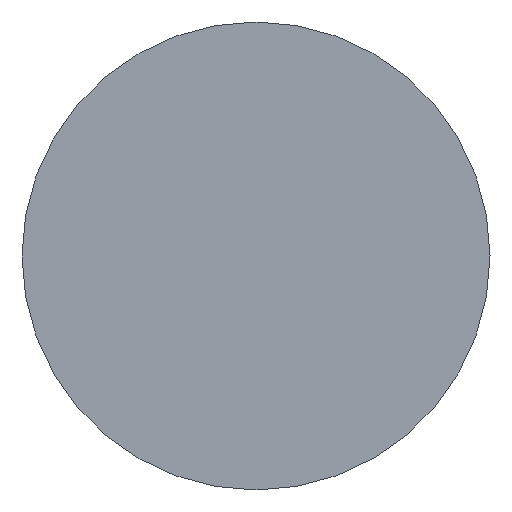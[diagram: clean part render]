
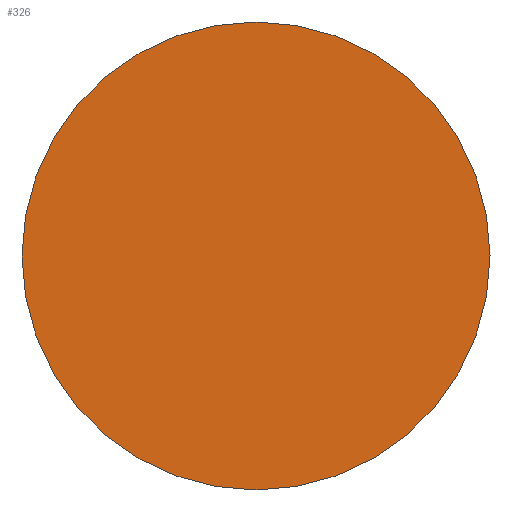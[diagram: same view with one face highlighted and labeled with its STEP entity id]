
A CAD part, front view. The second image highlights one B-rep face of the part: STEP entity #326.
In plain terms, the highlighted planar face has unit normal (0, -1, 0).
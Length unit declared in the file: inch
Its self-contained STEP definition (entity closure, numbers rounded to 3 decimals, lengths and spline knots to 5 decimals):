
#48 = ORIENTED_EDGE ( 'NONE', *, *, #374, .T. ) ;
#88 = AXIS2_PLACEMENT_3D ( 'NONE', #176, #425, #290 ) ;
#100 = DIRECTION ( 'NONE',  ( 0., -1., 0. ) ) ;
#106 = DIRECTION ( 'NONE',  ( 0., 0., -1. ) ) ;
#130 = CIRCLE ( 'NONE', #88, 0.375 ) ;
#158 = EDGE_LOOP ( 'NONE', ( #48, #256 ) ) ;
#164 = DIRECTION ( 'NONE',  ( 0., 0., -1. ) ) ;
#167 = CARTESIAN_POINT ( 'NONE',  ( 0., 0., -0.375 ) ) ;
#176 = CARTESIAN_POINT ( 'NONE',  ( 0., 0., 0. ) ) ;
#191 = VERTEX_POINT ( 'NONE', #254 ) ;
#203 = FACE_OUTER_BOUND ( 'NONE', #158, .T. ) ;
#254 = CARTESIAN_POINT ( 'NONE',  ( 0., 0., 0.375 ) ) ;
#256 = ORIENTED_EDGE ( 'NONE', *, *, #426, .T. ) ;
#279 = CARTESIAN_POINT ( 'NONE',  ( 0., 0., 0. ) ) ;
#281 = CARTESIAN_POINT ( 'NONE',  ( 0., 0., 0. ) ) ;
#290 = DIRECTION ( 'NONE',  ( 0., 0., -1. ) ) ;
#296 = VERTEX_POINT ( 'NONE', #167 ) ;
#326 = ADVANCED_FACE ( 'NONE', ( #203 ), #350, .T. ) ;
#328 = CIRCLE ( 'NONE', #364, 0.375 ) ;
#345 = AXIS2_PLACEMENT_3D ( 'NONE', #281, #100, #164 ) ;
#350 = PLANE ( 'NONE',  #345 ) ;
#364 = AXIS2_PLACEMENT_3D ( 'NONE', #279, #416, #106 ) ;
#374 = EDGE_CURVE ( 'NONE', #296, #191, #328, .T. ) ;
#416 = DIRECTION ( 'NONE',  ( 0., -1., 0. ) ) ;
#425 = DIRECTION ( 'NONE',  ( 0., -1., 0. ) ) ;
#426 = EDGE_CURVE ( 'NONE', #191, #296, #130, .T. ) ;
